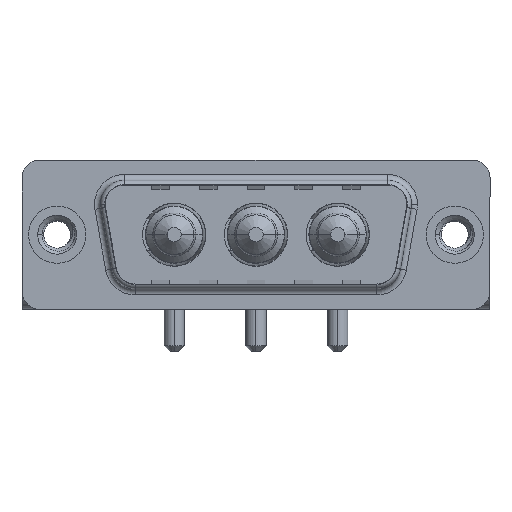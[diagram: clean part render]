
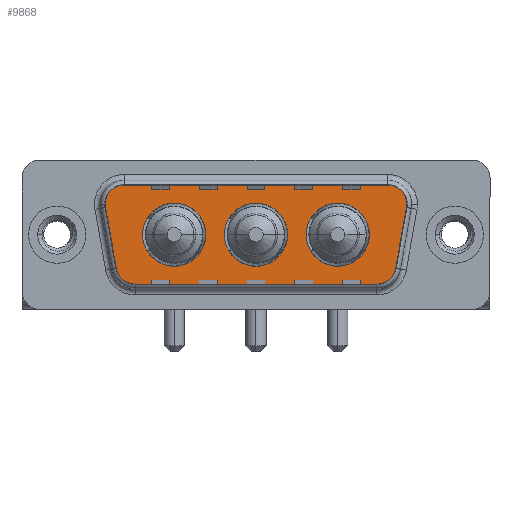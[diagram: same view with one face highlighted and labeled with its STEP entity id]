
A CAD part, top view. The second image highlights one B-rep face of the part: STEP entity #9868.
In plain terms, the highlighted planar face has unit normal (0, 0, 1).
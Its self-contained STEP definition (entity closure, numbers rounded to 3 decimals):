
#90 = CARTESIAN_POINT ( 'NONE',  ( 7.15, 0., 0. ) ) ;
#339 = CARTESIAN_POINT ( 'NONE',  ( 6.434, -4.9, 0. ) ) ;
#412 = DIRECTION ( 'NONE',  ( 1., 0., 0. ) ) ;
#419 = ORIENTED_EDGE ( 'NONE', *, *, #9774, .F. ) ;
#579 = ORIENTED_EDGE ( 'NONE', *, *, #13060, .T. ) ;
#764 = CARTESIAN_POINT ( 'NONE',  ( 20.85, 0., 0. ) ) ;
#951 = DIRECTION ( 'NONE',  ( 1., 0., 0. ) ) ;
#1027 = CIRCLE ( 'NONE', #7702, 2.65 ) ;
#1056 = CIRCLE ( 'NONE', #11780, 2.65 ) ;
#1180 = EDGE_CURVE ( 'NONE', #11537, #7940, #1274, .T. ) ;
#1274 = CIRCLE ( 'NONE', #5056, 2. ) ;
#1305 = FACE_BOUND ( 'NONE', #8867, .T. ) ;
#1310 = DIRECTION ( 'NONE',  ( 0., 0., 1. ) ) ;
#1341 = EDGE_CURVE ( 'NONE', #2810, #8273, #10665, .T. ) ;
#1455 = CARTESIAN_POINT ( 'NONE',  ( 6.434, -4.9, 0. ) ) ;
#1487 = EDGE_CURVE ( 'NONE', #3086, #8442, #5772, .T. ) ;
#1573 = CARTESIAN_POINT ( 'NONE',  ( 29.889, 2.9, 0. ) ) ;
#2049 = CARTESIAN_POINT ( 'NONE',  ( 16.65, 0., 0. ) ) ;
#2337 = DIRECTION ( 'NONE',  ( 1., 0., 0. ) ) ;
#2422 = DIRECTION ( 'NONE',  ( 0., 0., 1. ) ) ;
#2455 = ORIENTED_EDGE ( 'NONE', *, *, #9252, .F. ) ;
#2734 = CARTESIAN_POINT ( 'NONE',  ( 9.8, 0., 0. ) ) ;
#2810 = VERTEX_POINT ( 'NONE', #6058 ) ;
#2818 = CARTESIAN_POINT ( 'NONE',  ( 16.65, 0., 0. ) ) ;
#2823 = AXIS2_PLACEMENT_3D ( 'NONE', #3175, #7417, #2337 ) ;
#2884 = VERTEX_POINT ( 'NONE', #764 ) ;
#3061 = AXIS2_PLACEMENT_3D ( 'NONE', #6459, #13830, #951 ) ;
#3086 = VERTEX_POINT ( 'NONE', #339 ) ;
#3108 = LINE ( 'NONE', #11495, #6104 ) ;
#3175 = CARTESIAN_POINT ( 'NONE',  ( 9.8, 0., 0. ) ) ;
#3413 = EDGE_LOOP ( 'NONE', ( #5976, #13276, #12063, #6427, #5490, #6048, #579, #12923, #12694 ) ) ;
#3444 = EDGE_CURVE ( 'NONE', #7940, #11296, #8684, .T. ) ;
#3450 = CIRCLE ( 'NONE', #8580, 2.65 ) ;
#3618 = DIRECTION ( 'NONE',  ( 0., 0., 1. ) ) ;
#3787 = AXIS2_PLACEMENT_3D ( 'NONE', #6665, #1310, #9897 ) ;
#3845 = EDGE_CURVE ( 'NONE', #11296, #2810, #3108, .T. ) ;
#3881 = CARTESIAN_POINT ( 'NONE',  ( 14., 0., 0. ) ) ;
#3885 = DIRECTION ( 'NONE',  ( 0., 0., 1. ) ) ;
#3958 = DIRECTION ( 'NONE',  ( -1., 0., 0. ) ) ;
#4121 = DIRECTION ( 'NONE',  ( 1., 0., 0. ) ) ;
#4386 = EDGE_CURVE ( 'NONE', #6260, #9304, #3450, .T. ) ;
#4511 = FACE_BOUND ( 'NONE', #12506, .T. ) ;
#4613 = CARTESIAN_POINT ( 'NONE',  ( 29.859, 2.553, 0. ) ) ;
#4658 = VERTEX_POINT ( 'NONE', #4886 ) ;
#4727 = DIRECTION ( 'NONE',  ( 1., 0., 0. ) ) ;
#4886 = CARTESIAN_POINT ( 'NONE',  ( 12.45, 0., 0. ) ) ;
#5056 = AXIS2_PLACEMENT_3D ( 'NONE', #11377, #3885, #3958 ) ;
#5093 = DIRECTION ( 'NONE',  ( 1., 0., 0. ) ) ;
#5475 = AXIS2_PLACEMENT_3D ( 'NONE', #11329, #9153, #11463 ) ;
#5490 = ORIENTED_EDGE ( 'NONE', *, *, #3845, .T. ) ;
#5772 = LINE ( 'NONE', #1455, #9773 ) ;
#5804 = VERTEX_POINT ( 'NONE', #6223 ) ;
#5935 = CARTESIAN_POINT ( 'NONE',  ( 23.5, 0., 0. ) ) ;
#5976 = ORIENTED_EDGE ( 'NONE', *, *, #13044, .T. ) ;
#6048 = ORIENTED_EDGE ( 'NONE', *, *, #1341, .T. ) ;
#6058 = CARTESIAN_POINT ( 'NONE',  ( 5.411, 4.9, 0. ) ) ;
#6104 = VECTOR ( 'NONE', #13602, 1000. ) ;
#6223 = CARTESIAN_POINT ( 'NONE',  ( 4.464, -3.247, 0. ) ) ;
#6260 = VERTEX_POINT ( 'NONE', #3881 ) ;
#6427 = ORIENTED_EDGE ( 'NONE', *, *, #3444, .T. ) ;
#6459 = CARTESIAN_POINT ( 'NONE',  ( 5.411, 2.9, 0. ) ) ;
#6665 = CARTESIAN_POINT ( 'NONE',  ( 27.889, 2.9, 0. ) ) ;
#6692 = EDGE_CURVE ( 'NONE', #9304, #6260, #1056, .T. ) ;
#6808 = LINE ( 'NONE', #11942, #10742 ) ;
#6818 = VERTEX_POINT ( 'NONE', #90 ) ;
#7047 = DIRECTION ( 'NONE',  ( 1., 0., 0. ) ) ;
#7052 = CARTESIAN_POINT ( 'NONE',  ( 26.15, 0., 0. ) ) ;
#7063 = DIRECTION ( 'NONE',  ( 0., 0., 1. ) ) ;
#7242 = LINE ( 'NONE', #12521, #12443 ) ;
#7417 = DIRECTION ( 'NONE',  ( 0., 0., 1. ) ) ;
#7480 = CARTESIAN_POINT ( 'NONE',  ( 3.441, 2.553, 0. ) ) ;
#7702 = AXIS2_PLACEMENT_3D ( 'NONE', #2734, #2422, #7783 ) ;
#7709 = PLANE ( 'NONE',  #8595 ) ;
#7783 = DIRECTION ( 'NONE',  ( 1., 0., 0. ) ) ;
#7940 = VERTEX_POINT ( 'NONE', #1573 ) ;
#8088 = CARTESIAN_POINT ( 'NONE',  ( 26.866, -2.9, 0. ) ) ;
#8273 = VERTEX_POINT ( 'NONE', #7480 ) ;
#8442 = VERTEX_POINT ( 'NONE', #12118 ) ;
#8509 = EDGE_CURVE ( 'NONE', #10089, #2884, #9405, .T. ) ;
#8580 = AXIS2_PLACEMENT_3D ( 'NONE', #2049, #13658, #9440 ) ;
#8595 = AXIS2_PLACEMENT_3D ( 'NONE', #13118, #9226, #4121 ) ;
#8637 = CIRCLE ( 'NONE', #10217, 2. ) ;
#8684 = CIRCLE ( 'NONE', #3787, 2. ) ;
#8766 = FACE_BOUND ( 'NONE', #13090, .T. ) ;
#8856 = CIRCLE ( 'NONE', #2823, 2.65 ) ;
#8867 = EDGE_LOOP ( 'NONE', ( #11126, #9579 ) ) ;
#9012 = ORIENTED_EDGE ( 'NONE', *, *, #11087, .F. ) ;
#9153 = DIRECTION ( 'NONE',  ( 0., 0., 1. ) ) ;
#9226 = DIRECTION ( 'NONE',  ( 0., 0., 1. ) ) ;
#9252 = EDGE_CURVE ( 'NONE', #2884, #10089, #11424, .T. ) ;
#9291 = DIRECTION ( 'NONE',  ( 0., 0., 1. ) ) ;
#9304 = VERTEX_POINT ( 'NONE', #11029 ) ;
#9373 = EDGE_CURVE ( 'NONE', #9618, #11537, #6808, .T. ) ;
#9405 = CIRCLE ( 'NONE', #11204, 2.65 ) ;
#9440 = DIRECTION ( 'NONE',  ( 1., 0., 0. ) ) ;
#9579 = ORIENTED_EDGE ( 'NONE', *, *, #4386, .F. ) ;
#9618 = VERTEX_POINT ( 'NONE', #12563 ) ;
#9773 = VECTOR ( 'NONE', #412, 1000. ) ;
#9774 = EDGE_CURVE ( 'NONE', #4658, #6818, #1027, .T. ) ;
#9868 = ADVANCED_FACE ( 'NONE', ( #1305, #4511, #8766, #13043 ), #7709, .T. ) ;
#9897 = DIRECTION ( 'NONE',  ( -1., 0., 0. ) ) ;
#9906 = CARTESIAN_POINT ( 'NONE',  ( 23.5, 0., 0. ) ) ;
#10089 = VERTEX_POINT ( 'NONE', #7052 ) ;
#10217 = AXIS2_PLACEMENT_3D ( 'NONE', #8088, #12379, #5093 ) ;
#10399 = CIRCLE ( 'NONE', #5475, 2. ) ;
#10498 = CARTESIAN_POINT ( 'NONE',  ( 27.889, 4.9, 0. ) ) ;
#10665 = CIRCLE ( 'NONE', #3061, 2. ) ;
#10742 = VECTOR ( 'NONE', #11100, 1000. ) ;
#10968 = AXIS2_PLACEMENT_3D ( 'NONE', #9906, #3618, #4727 ) ;
#11029 = CARTESIAN_POINT ( 'NONE',  ( 19.3, 0., 0. ) ) ;
#11087 = EDGE_CURVE ( 'NONE', #6818, #4658, #8856, .T. ) ;
#11100 = DIRECTION ( 'NONE',  ( 0.174, 0.985, 0. ) ) ;
#11126 = ORIENTED_EDGE ( 'NONE', *, *, #6692, .F. ) ;
#11204 = AXIS2_PLACEMENT_3D ( 'NONE', #5935, #9291, #7047 ) ;
#11296 = VERTEX_POINT ( 'NONE', #10498 ) ;
#11329 = CARTESIAN_POINT ( 'NONE',  ( 6.434, -2.9, 0. ) ) ;
#11355 = DIRECTION ( 'NONE',  ( 1., 0., 0. ) ) ;
#11377 = CARTESIAN_POINT ( 'NONE',  ( 27.889, 2.9, 0. ) ) ;
#11424 = CIRCLE ( 'NONE', #10968, 2.65 ) ;
#11463 = DIRECTION ( 'NONE',  ( -1., 0., 0. ) ) ;
#11495 = CARTESIAN_POINT ( 'NONE',  ( 5.411, 4.9, 0. ) ) ;
#11534 = DIRECTION ( 'NONE',  ( 0.174, -0.985, 0. ) ) ;
#11537 = VERTEX_POINT ( 'NONE', #4613 ) ;
#11650 = EDGE_CURVE ( 'NONE', #5804, #3086, #10399, .T. ) ;
#11780 = AXIS2_PLACEMENT_3D ( 'NONE', #2818, #7063, #11355 ) ;
#11942 = CARTESIAN_POINT ( 'NONE',  ( 29.859, 2.553, 0. ) ) ;
#12063 = ORIENTED_EDGE ( 'NONE', *, *, #1180, .T. ) ;
#12118 = CARTESIAN_POINT ( 'NONE',  ( 26.866, -4.9, 0. ) ) ;
#12379 = DIRECTION ( 'NONE',  ( 0., 0., 1. ) ) ;
#12443 = VECTOR ( 'NONE', #11534, 1000. ) ;
#12506 = EDGE_LOOP ( 'NONE', ( #13728, #2455 ) ) ;
#12521 = CARTESIAN_POINT ( 'NONE',  ( 3.441, 2.553, 0. ) ) ;
#12563 = CARTESIAN_POINT ( 'NONE',  ( 28.836, -3.247, 0. ) ) ;
#12694 = ORIENTED_EDGE ( 'NONE', *, *, #1487, .T. ) ;
#12923 = ORIENTED_EDGE ( 'NONE', *, *, #11650, .T. ) ;
#13043 = FACE_OUTER_BOUND ( 'NONE', #3413, .T. ) ;
#13044 = EDGE_CURVE ( 'NONE', #8442, #9618, #8637, .T. ) ;
#13060 = EDGE_CURVE ( 'NONE', #8273, #5804, #7242, .T. ) ;
#13090 = EDGE_LOOP ( 'NONE', ( #419, #9012 ) ) ;
#13118 = CARTESIAN_POINT ( 'NONE',  ( 26.866, -2.9, 0. ) ) ;
#13276 = ORIENTED_EDGE ( 'NONE', *, *, #9373, .T. ) ;
#13602 = DIRECTION ( 'NONE',  ( -1., 0., 0. ) ) ;
#13658 = DIRECTION ( 'NONE',  ( 0., 0., 1. ) ) ;
#13728 = ORIENTED_EDGE ( 'NONE', *, *, #8509, .F. ) ;
#13830 = DIRECTION ( 'NONE',  ( 0., 0., 1. ) ) ;
